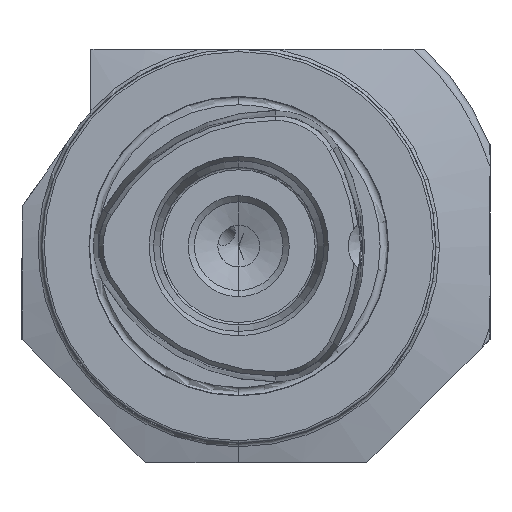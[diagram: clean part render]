
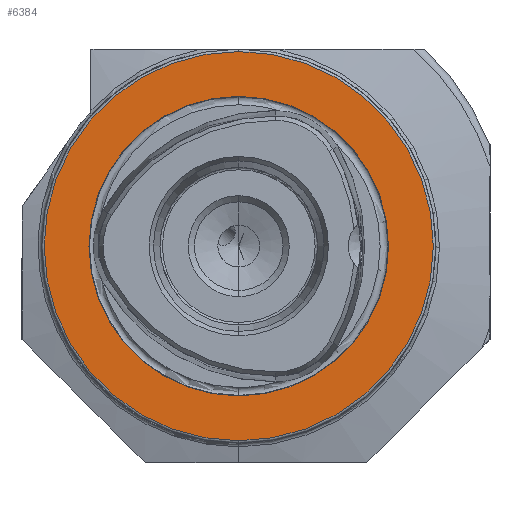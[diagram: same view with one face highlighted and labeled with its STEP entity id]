
A CAD part, left-side view. The second image highlights one B-rep face of the part: STEP entity #6384.
In plain terms, the highlighted planar face has unit normal (-1, 0, 0).
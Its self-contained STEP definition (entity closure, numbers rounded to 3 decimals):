
#59 = EDGE_CURVE ( 'NONE', #6610, #7751, #3554, .T. ) ;
#114 = CARTESIAN_POINT ( 'NONE',  ( 0., 0., 0. ) ) ;
#598 = CARTESIAN_POINT ( 'NONE',  ( 0., 0., -30.4 ) ) ;
#1064 = VERTEX_POINT ( 'NONE', #2429 ) ;
#1716 = ORIENTED_EDGE ( 'NONE', *, *, #59, .F. ) ;
#2230 = ORIENTED_EDGE ( 'NONE', *, *, #6620, .T. ) ;
#2266 = FACE_BOUND ( 'NONE', #3708, .T. ) ;
#2371 = CIRCLE ( 'NONE', #3955, 39.5 ) ;
#2429 = CARTESIAN_POINT ( 'NONE',  ( 0., 0., 39.5 ) ) ;
#2481 = CARTESIAN_POINT ( 'NONE',  ( 0., 0., 30.4 ) ) ;
#2586 = ORIENTED_EDGE ( 'NONE', *, *, #2677, .T. ) ;
#2677 = EDGE_CURVE ( 'NONE', #1064, #4749, #6444, .T. ) ;
#2768 = DIRECTION ( 'NONE',  ( 0., 0., -1. ) ) ;
#2802 = DIRECTION ( 'NONE',  ( 1., 0., 0. ) ) ;
#2865 = PLANE ( 'NONE',  #3470 ) ;
#3259 = AXIS2_PLACEMENT_3D ( 'NONE', #6140, #5924, #6055 ) ;
#3470 = AXIS2_PLACEMENT_3D ( 'NONE', #5389, #2802, #2768 ) ;
#3512 = AXIS2_PLACEMENT_3D ( 'NONE', #8022, #8084, #8041 ) ;
#3554 = CIRCLE ( 'NONE', #6217, 30.4 ) ;
#3708 = EDGE_LOOP ( 'NONE', ( #7101, #1716 ) ) ;
#3955 = AXIS2_PLACEMENT_3D ( 'NONE', #6486, #6461, #6431 ) ;
#4153 = EDGE_LOOP ( 'NONE', ( #2586, #2230 ) ) ;
#4283 = DIRECTION ( 'NONE',  ( -1., 0., 0. ) ) ;
#4740 = DIRECTION ( 'NONE',  ( 0., 0., 1. ) ) ;
#4749 = VERTEX_POINT ( 'NONE', #5066 ) ;
#5066 = CARTESIAN_POINT ( 'NONE',  ( 0., 0., -39.5 ) ) ;
#5169 = CIRCLE ( 'NONE', #3259, 30.4 ) ;
#5282 = FACE_OUTER_BOUND ( 'NONE', #4153, .T. ) ;
#5389 = CARTESIAN_POINT ( 'NONE',  ( 0., 30.4, 0. ) ) ;
#5924 = DIRECTION ( 'NONE',  ( -1., 0., 0. ) ) ;
#6055 = DIRECTION ( 'NONE',  ( 0., 0., 1. ) ) ;
#6140 = CARTESIAN_POINT ( 'NONE',  ( 0., 0., 0. ) ) ;
#6217 = AXIS2_PLACEMENT_3D ( 'NONE', #114, #4283, #4740 ) ;
#6384 = ADVANCED_FACE ( 'NONE', ( #2266, #5282 ), #2865, .F. ) ;
#6431 = DIRECTION ( 'NONE',  ( 0., 0., 1. ) ) ;
#6444 = CIRCLE ( 'NONE', #3512, 39.5 ) ;
#6461 = DIRECTION ( 'NONE',  ( -1., 0., 0. ) ) ;
#6486 = CARTESIAN_POINT ( 'NONE',  ( 0., 0., 0. ) ) ;
#6610 = VERTEX_POINT ( 'NONE', #598 ) ;
#6620 = EDGE_CURVE ( 'NONE', #4749, #1064, #2371, .T. ) ;
#7101 = ORIENTED_EDGE ( 'NONE', *, *, #7877, .F. ) ;
#7751 = VERTEX_POINT ( 'NONE', #2481 ) ;
#7877 = EDGE_CURVE ( 'NONE', #7751, #6610, #5169, .T. ) ;
#8022 = CARTESIAN_POINT ( 'NONE',  ( 0., 0., 0. ) ) ;
#8041 = DIRECTION ( 'NONE',  ( 0., 0., 1. ) ) ;
#8084 = DIRECTION ( 'NONE',  ( -1., 0., 0. ) ) ;
